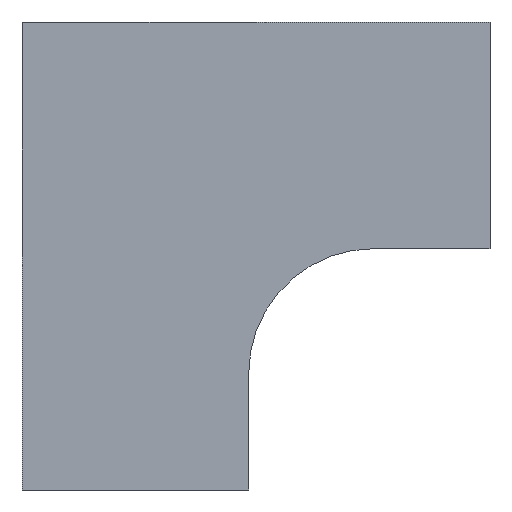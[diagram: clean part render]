
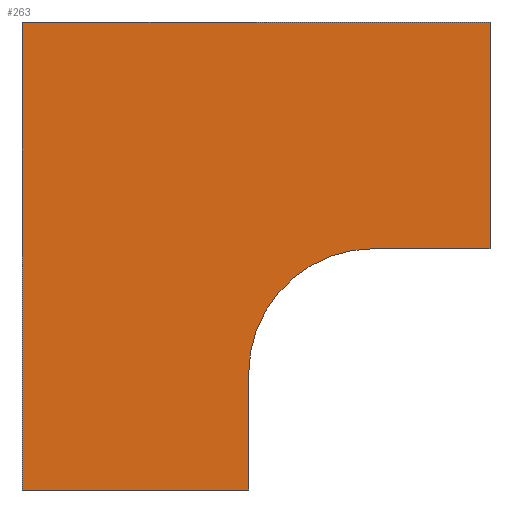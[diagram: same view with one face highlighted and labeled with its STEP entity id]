
A CAD part, front view. The second image highlights one B-rep face of the part: STEP entity #263.
In plain terms, the highlighted planar face has unit normal (0, -1, 0).
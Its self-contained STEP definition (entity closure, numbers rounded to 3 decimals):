
#11 = ORIENTED_EDGE ( 'NONE', *, *, #398, .F. ) ;
#18 = CARTESIAN_POINT ( 'NONE',  ( -22.5, -26.75, 22.5 ) ) ;
#19 = EDGE_CURVE ( 'NONE', #182, #514, #362, .T. ) ;
#23 = VECTOR ( 'NONE', #426, 1000. ) ;
#25 = VECTOR ( 'NONE', #287, 1000. ) ;
#27 = DIRECTION ( 'NONE',  ( 0., 0., -1. ) ) ;
#41 = CARTESIAN_POINT ( 'NONE',  ( 22.5, -26.75, 0.7 ) ) ;
#55 = VERTEX_POINT ( 'NONE', #105 ) ;
#63 = EDGE_CURVE ( 'NONE', #343, #182, #334, .T. ) ;
#92 = VERTEX_POINT ( 'NONE', #462 ) ;
#93 = CARTESIAN_POINT ( 'NONE',  ( -22.5, -26.75, 22.5 ) ) ;
#105 = CARTESIAN_POINT ( 'NONE',  ( 22.5, -26.75, 0.7 ) ) ;
#109 = FACE_OUTER_BOUND ( 'NONE', #175, .T. ) ;
#124 = LINE ( 'NONE', #240, #449 ) ;
#127 = DIRECTION ( 'NONE',  ( 0., 0., 1. ) ) ;
#136 = CARTESIAN_POINT ( 'NONE',  ( -22.5, -26.75, 22.5 ) ) ;
#157 = DIRECTION ( 'NONE',  ( 1., 0., 0. ) ) ;
#175 = EDGE_LOOP ( 'NONE', ( #439, #454, #477, #490, #498, #534, #11 ) ) ;
#177 = AXIS2_PLACEMENT_3D ( 'NONE', #299, #323, #292 ) ;
#182 = VERTEX_POINT ( 'NONE', #388 ) ;
#191 = CARTESIAN_POINT ( 'NONE',  ( 11.3, -26.75, 0.7 ) ) ;
#225 = DIRECTION ( 'NONE',  ( -1., 0., 0. ) ) ;
#240 = CARTESIAN_POINT ( 'NONE',  ( 11.3, -26.75, 0.7 ) ) ;
#263 = ADVANCED_FACE ( 'NONE', ( #109 ), #296, .F. ) ;
#268 = VERTEX_POINT ( 'NONE', #276 ) ;
#271 = CARTESIAN_POINT ( 'NONE',  ( -0.7, -26.75, -22.5 ) ) ;
#276 = CARTESIAN_POINT ( 'NONE',  ( -22.5, -26.75, -22.5 ) ) ;
#287 = DIRECTION ( 'NONE',  ( 0., 0., -1. ) ) ;
#292 = DIRECTION ( 'NONE',  ( 0., 0., 1. ) ) ;
#296 = PLANE ( 'NONE',  #177 ) ;
#299 = CARTESIAN_POINT ( 'NONE',  ( 11.3, -26.75, -11.3 ) ) ;
#300 = CARTESIAN_POINT ( 'NONE',  ( -0.7, -26.75, -22.5 ) ) ;
#309 = AXIS2_PLACEMENT_3D ( 'NONE', #527, #515, #509 ) ;
#323 = DIRECTION ( 'NONE',  ( 0., 1., 0. ) ) ;
#334 = CIRCLE ( 'NONE', #309, 12. ) ;
#343 = VERTEX_POINT ( 'NONE', #191 ) ;
#362 = LINE ( 'NONE', #300, #25 ) ;
#375 = EDGE_CURVE ( 'NONE', #268, #453, #459, .T. ) ;
#388 = CARTESIAN_POINT ( 'NONE',  ( -0.7, -26.75, -11.3 ) ) ;
#392 = LINE ( 'NONE', #41, #416 ) ;
#398 = EDGE_CURVE ( 'NONE', #453, #92, #489, .T. ) ;
#410 = VECTOR ( 'NONE', #157, 1000. ) ;
#411 = EDGE_CURVE ( 'NONE', #92, #55, #392, .T. ) ;
#416 = VECTOR ( 'NONE', #27, 1000. ) ;
#426 = DIRECTION ( 'NONE',  ( -1., 0., 0. ) ) ;
#439 = ORIENTED_EDGE ( 'NONE', *, *, #375, .F. ) ;
#449 = VECTOR ( 'NONE', #225, 1000. ) ;
#453 = VERTEX_POINT ( 'NONE', #18 ) ;
#454 = ORIENTED_EDGE ( 'NONE', *, *, #472, .F. ) ;
#459 = LINE ( 'NONE', #136, #505 ) ;
#462 = CARTESIAN_POINT ( 'NONE',  ( 22.5, -26.75, 22.5 ) ) ;
#472 = EDGE_CURVE ( 'NONE', #514, #268, #529, .T. ) ;
#477 = ORIENTED_EDGE ( 'NONE', *, *, #19, .F. ) ;
#478 = CARTESIAN_POINT ( 'NONE',  ( -22.5, -26.75, -22.5 ) ) ;
#489 = LINE ( 'NONE', #93, #410 ) ;
#490 = ORIENTED_EDGE ( 'NONE', *, *, #63, .F. ) ;
#498 = ORIENTED_EDGE ( 'NONE', *, *, #513, .F. ) ;
#505 = VECTOR ( 'NONE', #127, 1000. ) ;
#509 = DIRECTION ( 'NONE',  ( 0., 0., 1. ) ) ;
#513 = EDGE_CURVE ( 'NONE', #55, #343, #124, .T. ) ;
#514 = VERTEX_POINT ( 'NONE', #271 ) ;
#515 = DIRECTION ( 'NONE',  ( 0., -1., 0. ) ) ;
#527 = CARTESIAN_POINT ( 'NONE',  ( 11.3, -26.75, -11.3 ) ) ;
#529 = LINE ( 'NONE', #478, #23 ) ;
#534 = ORIENTED_EDGE ( 'NONE', *, *, #411, .F. ) ;
